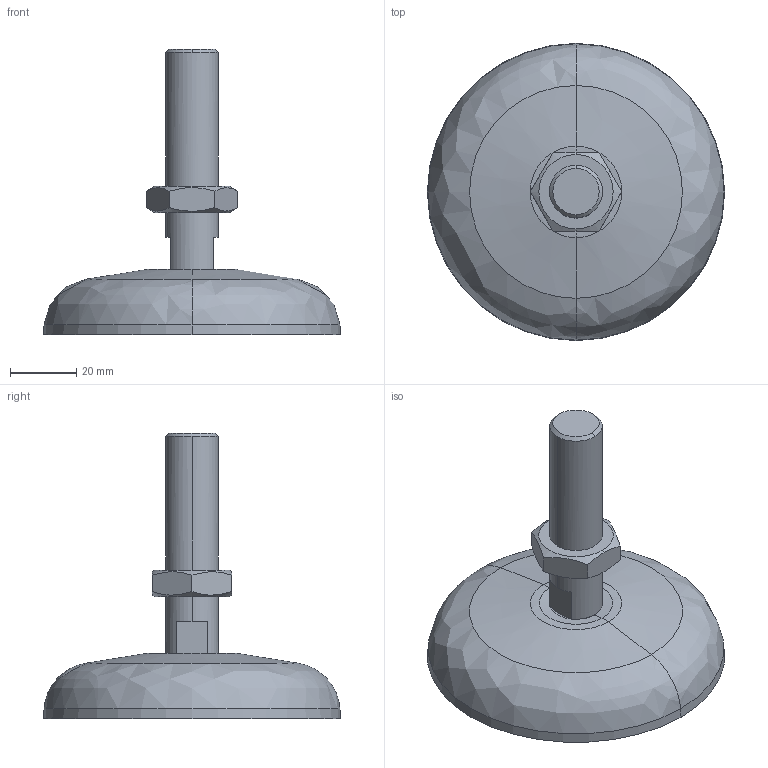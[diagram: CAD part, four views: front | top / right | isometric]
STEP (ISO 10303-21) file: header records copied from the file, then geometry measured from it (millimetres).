
FILE_DESCRIPTION (( 'STEP AP203' ), '1' );
FILE_NAME ('413311950_c_1.STEP', '2023-02-25T04:11:38', ( '' ), ( '' ), 'SwSTEP 2.0', 'SolidWorks 2014', '' );
FILE_SCHEMA (( 'CONFIG_CONTROL_DESIGN' ));
Length unit declared in the file: millimetre
Products named in the file (4): Gelenkfu_X_DF D90 Glocke; 413311950_c_1; DIN 439 - M16 x 2; Gelenkfu_X_DF Gewindestange M16x85
Assembly tree (3 placements, depth 2):
  413311950_c_1
    Gelenkfu_X_DF D90 Glocke
    Gelenkfu_X_DF Gewindestange M16x85
    DIN 439 - M16 x 2
Bounding box: 90 x 90 x 86.5 mm (x, y, z)
Volume: 56401.5 mm3; surface area: 23121.5 mm2
Topology: 3 solids, 3 shells, 72 faces, 184 edges, 116 vertices
Faces by surface type: plane 27, cone 26, bspline 7, torus 6, cylinder 6
Entity records: 2801 total; most frequent: CARTESIAN_POINT 659, DIRECTION 382, ORIENTED_EDGE 364, EDGE_CURVE 182, AXIS2_PLACEMENT_3D 155, VERTEX_POINT 116, CIRCLE 84, EDGE_LOOP 76
